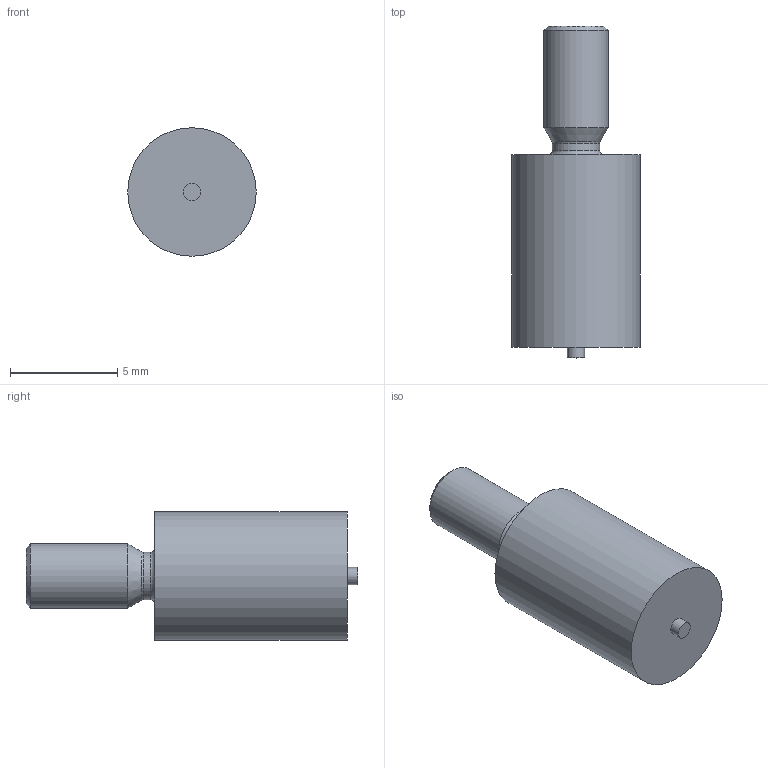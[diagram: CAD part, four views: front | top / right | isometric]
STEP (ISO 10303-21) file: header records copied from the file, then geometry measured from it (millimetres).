
FILE_DESCRIPTION( ( 'Unknown' ), '1' );
FILE_NAME( '9771090360.stp', 'Unknown', ( 'Unknown' ), ( 'Unknown' ), 'PSStep 16.0.42', 'Unknown', ' ' );
FILE_SCHEMA( ( 'AUTOMOTIVE_DESIGN { 1 0 10303 214 1 1 1 1 }' ) );
Length unit declared in the file: millimetre
Products named in the file (1): 1
Bounding box: 6 x 15.5 x 6 mm (x, y, z)
Volume: 294 mm3; surface area: 284.1 mm2
Topology: 1 solids, 1 shells, 12 faces, 20 edges, 12 vertices
Faces by surface type: cylinder 4, plane 4, cone 2, torus 2
Full cylindrical faces by diameter (mm): 0.8 x1, 2.2 x1, 3 x1, 6 x1
Entity records: 346 total; most frequent: DIRECTION 48, CARTESIAN_POINT 35, AXIS2_PLACEMENT_3D 24, EDGE_LOOP 22, ORIENTED_EDGE 22, FACE_OUTER_BOUND 18, STYLED_ITEM 12, PRESENTATION_STYLE_ASSIGNMENT 12
